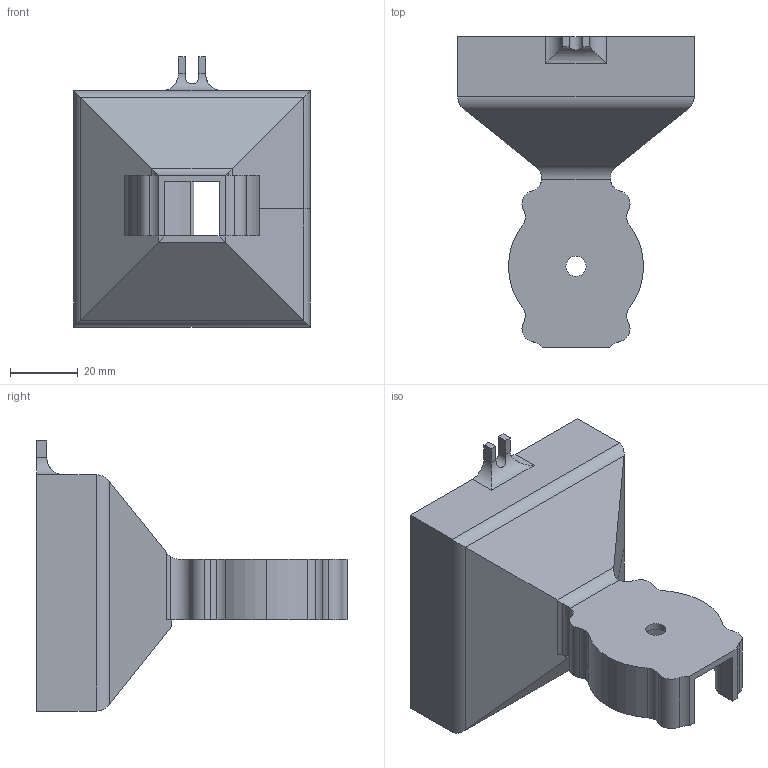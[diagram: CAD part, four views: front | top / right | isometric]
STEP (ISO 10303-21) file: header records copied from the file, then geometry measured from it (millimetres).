
FILE_DESCRIPTION (( 'STEP AP214' ), '1' );
FILE_NAME ('Valvula rotativa + tolva dron.STEP', '2025-03-24T08:38:14', ( 'Informatica' ), ( '' ), 'SwSTEP 2.0', 'SolidWorks 2025', '' );
FILE_SCHEMA (( 'AUTOMOTIVE_DESIGN' ));
Length unit declared in the file: millimetre
Products named in the file (1): Valvula rotativa + tolva dron
Bounding box: 70 x 92 x 80 mm (x, y, z)
Volume: 31813.1 mm3; surface area: 30497.7 mm2
Topology: 1 solids, 1 shells, 113 faces, 278 edges, 169 vertices
Faces by surface type: cylinder 64, plane 49
Entity records: 3367 total; most frequent: CARTESIAN_POINT 667, DIRECTION 574, ORIENTED_EDGE 556, EDGE_CURVE 278, AXIS2_PLACEMENT_3D 204, VERTEX_POINT 169, LINE 166, VECTOR 166
